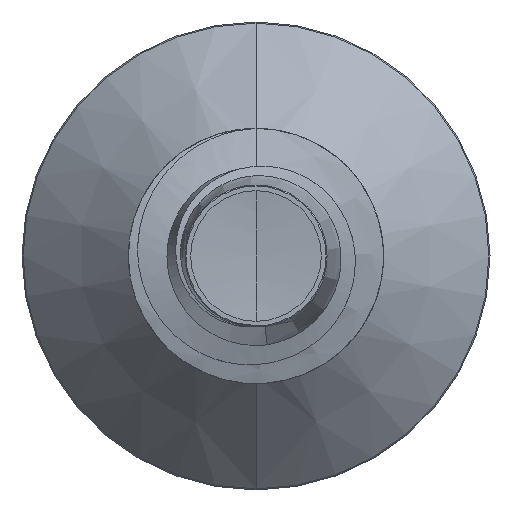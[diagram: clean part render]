
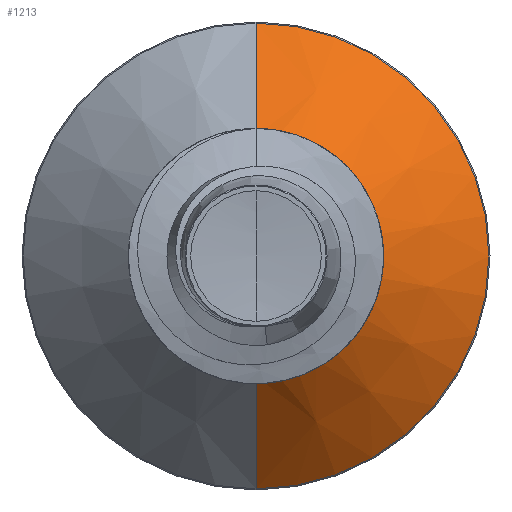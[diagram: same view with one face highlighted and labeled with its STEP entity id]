
A CAD part, front view. The second image highlights one B-rep face of the part: STEP entity #1213.
In plain terms, the highlighted conical face has half-angle 45 degrees and reference radius 1.414 mm.
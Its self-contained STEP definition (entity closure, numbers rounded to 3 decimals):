
#1008 = VERTEX_POINT ( 'NONE', #13470 ) ;
#1213 = ADVANCED_FACE ( 'NONE', ( #15072 ), #14808, .T. ) ;
#2401 = EDGE_LOOP ( 'NONE', ( #3344, #11318, #17441, #9916 ) ) ;
#2478 = EDGE_CURVE ( 'NONE', #1008, #5749, #17211, .T. ) ;
#3037 = VERTEX_POINT ( 'NONE', #5261 ) ;
#3344 = ORIENTED_EDGE ( 'NONE', *, *, #3345, .T. ) ;
#3345 = EDGE_CURVE ( 'NONE', #1008, #14223, #3744, .T. ) ;
#3744 = CIRCLE ( 'NONE', #16435, 1.414 ) ;
#4399 = DIRECTION ( 'NONE',  ( 0., 0., 1. ) ) ;
#4411 = DIRECTION ( 'NONE',  ( 0., 1., 0. ) ) ;
#4416 = CARTESIAN_POINT ( 'NONE',  ( 0., 8.114, 0. ) ) ;
#5261 = CARTESIAN_POINT ( 'NONE',  ( 0., 9.437, -2.737 ) ) ;
#5749 = VERTEX_POINT ( 'NONE', #16076 ) ;
#6106 = AXIS2_PLACEMENT_3D ( 'NONE', #10939, #10880, #10815 ) ;
#6160 = EDGE_CURVE ( 'NONE', #14223, #3037, #16168, .T. ) ;
#7091 = VECTOR ( 'NONE', #7255, 1000. ) ;
#7255 = DIRECTION ( 'NONE',  ( 0., 0.707, 0.707 ) ) ;
#7416 = CARTESIAN_POINT ( 'NONE',  ( 0., 8.114, 1.414 ) ) ;
#9916 = ORIENTED_EDGE ( 'NONE', *, *, #2478, .F. ) ;
#10040 = CIRCLE ( 'NONE', #6106, 2.737 ) ;
#10815 = DIRECTION ( 'NONE',  ( 0., 0., 1. ) ) ;
#10880 = DIRECTION ( 'NONE',  ( 0., 1., 0. ) ) ;
#10939 = CARTESIAN_POINT ( 'NONE',  ( 0., 9.437, 0. ) ) ;
#11068 = CARTESIAN_POINT ( 'NONE',  ( 0., 8.114, -1.414 ) ) ;
#11318 = ORIENTED_EDGE ( 'NONE', *, *, #6160, .T. ) ;
#11591 = DIRECTION ( 'NONE',  ( 0., 1., 0. ) ) ;
#11618 = CARTESIAN_POINT ( 'NONE',  ( 0., 8.114, 0. ) ) ;
#12011 = DIRECTION ( 'NONE',  ( 0., 0., 1. ) ) ;
#13421 = VECTOR ( 'NONE', #13766, 1000. ) ;
#13470 = CARTESIAN_POINT ( 'NONE',  ( 0., 8.114, 1.414 ) ) ;
#13766 = DIRECTION ( 'NONE',  ( 0., 0.707, -0.707 ) ) ;
#13999 = CARTESIAN_POINT ( 'NONE',  ( 0., 8.114, -1.414 ) ) ;
#14207 = EDGE_CURVE ( 'NONE', #5749, #3037, #10040, .T. ) ;
#14223 = VERTEX_POINT ( 'NONE', #11068 ) ;
#14808 = CONICAL_SURFACE ( 'NONE', #16873, 1.414, 0.785 ) ;
#15072 = FACE_OUTER_BOUND ( 'NONE', #2401, .T. ) ;
#16076 = CARTESIAN_POINT ( 'NONE',  ( 0., 9.437, 2.737 ) ) ;
#16168 = LINE ( 'NONE', #13999, #13421 ) ;
#16435 = AXIS2_PLACEMENT_3D ( 'NONE', #4416, #4411, #4399 ) ;
#16873 = AXIS2_PLACEMENT_3D ( 'NONE', #11618, #11591, #12011 ) ;
#17211 = LINE ( 'NONE', #7416, #7091 ) ;
#17441 = ORIENTED_EDGE ( 'NONE', *, *, #14207, .F. ) ;
